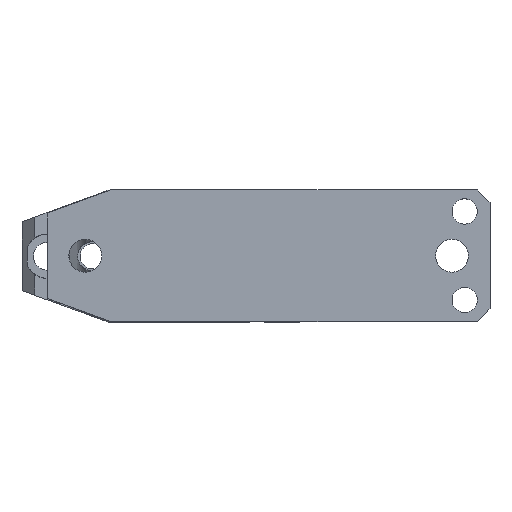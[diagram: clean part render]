
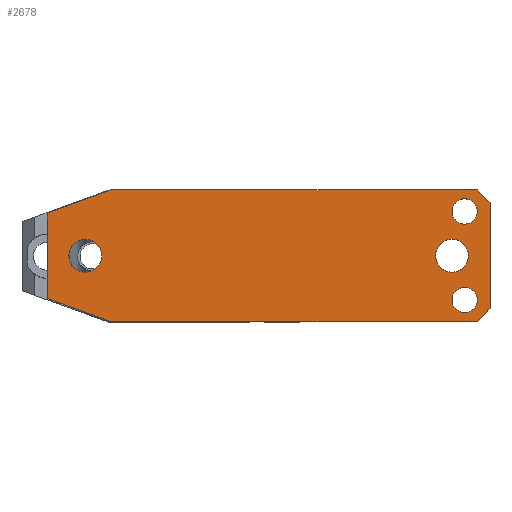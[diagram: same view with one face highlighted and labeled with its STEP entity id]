
A CAD part, top view. The second image highlights one B-rep face of the part: STEP entity #2678.
In plain terms, the highlighted planar face has unit normal (0, 0, 1).
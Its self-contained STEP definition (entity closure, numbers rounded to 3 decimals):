
#287=CARTESIAN_POINT('Vertex',(25.33,-26.,82.97)) ;
#290=CARTESIAN_POINT('Line Origine',(-47.17,-26.,82.97)) ;
#294=CARTESIAN_POINT('Vertex',(-119.67,-26.,82.97)) ;
#873=CARTESIAN_POINT('Line Origine',(27.83,-23.5,82.97)) ;
#877=CARTESIAN_POINT('Vertex',(30.33,-21.,82.97)) ;
#944=CARTESIAN_POINT('Line Origine',(-132.17,-21.45,82.97)) ;
#948=CARTESIAN_POINT('Vertex',(-144.67,-16.901,82.97)) ;
#1183=CARTESIAN_POINT('Vertex',(-119.67,26.,82.97)) ;
#1186=CARTESIAN_POINT('Line Origine',(-47.17,26.,82.97)) ;
#1190=CARTESIAN_POINT('Vertex',(25.33,26.,82.97)) ;
#1470=CARTESIAN_POINT('Line Origine',(27.83,23.5,82.97)) ;
#1474=CARTESIAN_POINT('Vertex',(30.33,21.,82.97)) ;
#1494=CARTESIAN_POINT('Line Origine',(30.33,0.,82.97)) ;
#1692=CARTESIAN_POINT('Line Origine',(-144.67,0.,82.97)) ;
#1696=CARTESIAN_POINT('Vertex',(-144.67,16.901,82.97)) ;
#1744=CARTESIAN_POINT('Line Origine',(-132.17,21.45,82.97)) ;
#1811=CARTESIAN_POINT('Vertex',(15.33,-17.5,82.97)) ;
#1814=CARTESIAN_POINT('Axis2P3D Location',(20.33,-17.5,82.97)) ;
#1818=CARTESIAN_POINT('Vertex',(25.33,-17.5,82.97)) ;
#1843=CARTESIAN_POINT('Axis2P3D Location',(20.33,-17.5,82.97)) ;
#1873=CARTESIAN_POINT('Vertex',(15.33,17.5,82.97)) ;
#1876=CARTESIAN_POINT('Axis2P3D Location',(20.33,17.5,82.97)) ;
#1880=CARTESIAN_POINT('Vertex',(25.33,17.5,82.97)) ;
#1905=CARTESIAN_POINT('Axis2P3D Location',(20.33,17.5,82.97)) ;
#2482=CARTESIAN_POINT('Vertex',(8.83,0.,82.97)) ;
#2485=CARTESIAN_POINT('Axis2P3D Location',(15.33,0.,82.97)) ;
#2489=CARTESIAN_POINT('Vertex',(21.83,0.,82.97)) ;
#2509=CARTESIAN_POINT('Axis2P3D Location',(15.33,0.,82.97)) ;
#2539=CARTESIAN_POINT('Vertex',(-136.17,0.,82.97)) ;
#2542=CARTESIAN_POINT('Axis2P3D Location',(-129.67,0.,82.97)) ;
#2546=CARTESIAN_POINT('Vertex',(-123.17,0.,82.97)) ;
#2566=CARTESIAN_POINT('Axis2P3D Location',(-129.67,0.,82.97)) ;
#2647=CARTESIAN_POINT('Axis2P3D Location',(-144.67,26.,82.97)) ;
#291=DIRECTION('Vector Direction',(1.,0.,0.)) ;
#874=DIRECTION('Vector Direction',(0.707,0.707,0.)) ;
#945=DIRECTION('Vector Direction',(0.94,-0.342,0.)) ;
#1187=DIRECTION('Vector Direction',(1.,0.,0.)) ;
#1471=DIRECTION('Vector Direction',(-0.707,0.707,0.)) ;
#1495=DIRECTION('Vector Direction',(0.,-1.,0.)) ;
#1693=DIRECTION('Vector Direction',(0.,-1.,0.)) ;
#1745=DIRECTION('Vector Direction',(0.94,0.342,0.)) ;
#1815=DIRECTION('Axis2P3D Direction',(-0.,0.,1.)) ;
#1844=DIRECTION('Axis2P3D Direction',(-0.,0.,1.)) ;
#1877=DIRECTION('Axis2P3D Direction',(-0.,0.,1.)) ;
#1906=DIRECTION('Axis2P3D Direction',(-0.,0.,1.)) ;
#2486=DIRECTION('Axis2P3D Direction',(0.,-0.,1.)) ;
#2510=DIRECTION('Axis2P3D Direction',(0.,-0.,1.)) ;
#2543=DIRECTION('Axis2P3D Direction',(0.,-0.,1.)) ;
#2567=DIRECTION('Axis2P3D Direction',(0.,-0.,1.)) ;
#2648=DIRECTION('Axis2P3D Direction',(0.,0.,-1.)) ;
#2649=DIRECTION('Axis2P3D XDirection',(-1.,0.,0.)) ;
#1816=AXIS2_PLACEMENT_3D('Circle Axis2P3D',#1814,#1815,$) ;
#1845=AXIS2_PLACEMENT_3D('Circle Axis2P3D',#1843,#1844,$) ;
#1878=AXIS2_PLACEMENT_3D('Circle Axis2P3D',#1876,#1877,$) ;
#1907=AXIS2_PLACEMENT_3D('Circle Axis2P3D',#1905,#1906,$) ;
#2487=AXIS2_PLACEMENT_3D('Circle Axis2P3D',#2485,#2486,$) ;
#2511=AXIS2_PLACEMENT_3D('Circle Axis2P3D',#2509,#2510,$) ;
#2544=AXIS2_PLACEMENT_3D('Circle Axis2P3D',#2542,#2543,$) ;
#2568=AXIS2_PLACEMENT_3D('Circle Axis2P3D',#2566,#2567,$) ;
#2650=AXIS2_PLACEMENT_3D('Plane Axis2P3D',#2647,#2648,#2649) ;
#2653=ORIENTED_EDGE('',*,*,#1498,.F.) ;
#2654=ORIENTED_EDGE('',*,*,#1476,.T.) ;
#2655=ORIENTED_EDGE('',*,*,#1192,.T.) ;
#2656=ORIENTED_EDGE('',*,*,#1748,.F.) ;
#2657=ORIENTED_EDGE('',*,*,#1698,.T.) ;
#2658=ORIENTED_EDGE('',*,*,#950,.T.) ;
#2659=ORIENTED_EDGE('',*,*,#296,.F.) ;
#2660=ORIENTED_EDGE('',*,*,#879,.T.) ;
#2663=ORIENTED_EDGE('',*,*,#2513,.F.) ;
#2664=ORIENTED_EDGE('',*,*,#2491,.F.) ;
#2667=ORIENTED_EDGE('',*,*,#1847,.F.) ;
#2668=ORIENTED_EDGE('',*,*,#1820,.F.) ;
#2671=ORIENTED_EDGE('',*,*,#1909,.F.) ;
#2672=ORIENTED_EDGE('',*,*,#1882,.F.) ;
#2675=ORIENTED_EDGE('',*,*,#2548,.F.) ;
#2676=ORIENTED_EDGE('',*,*,#2570,.F.) ;
#2665=FACE_BOUND('',#2662,.T.) ;
#2669=FACE_BOUND('',#2666,.T.) ;
#2673=FACE_BOUND('',#2670,.T.) ;
#2677=FACE_BOUND('',#2674,.T.) ;
#292=VECTOR('Line Direction',#291,1.) ;
#875=VECTOR('Line Direction',#874,1.) ;
#946=VECTOR('Line Direction',#945,1.) ;
#1188=VECTOR('Line Direction',#1187,1.) ;
#1472=VECTOR('Line Direction',#1471,1.) ;
#1496=VECTOR('Line Direction',#1495,1.) ;
#1694=VECTOR('Line Direction',#1693,1.) ;
#1746=VECTOR('Line Direction',#1745,1.) ;
#2678=ADVANCED_FACE('CAM HOLDER',(#2661,#2665,#2669,#2673,#2677),#2651,.F.) ;
#1817=CIRCLE('generated circle',#1816,5.) ;
#1846=CIRCLE('generated circle',#1845,5.) ;
#1879=CIRCLE('generated circle',#1878,5.) ;
#1908=CIRCLE('generated circle',#1907,5.) ;
#2488=CIRCLE('generated circle',#2487,6.5) ;
#2512=CIRCLE('generated circle',#2511,6.5) ;
#2545=CIRCLE('generated circle',#2544,6.5) ;
#2569=CIRCLE('generated circle',#2568,6.5) ;
#296=EDGE_CURVE('',#288,#295,#293,.F.) ;
#879=EDGE_CURVE('',#288,#878,#876,.T.) ;
#950=EDGE_CURVE('',#949,#295,#947,.T.) ;
#1192=EDGE_CURVE('',#1191,#1184,#1189,.F.) ;
#1476=EDGE_CURVE('',#1475,#1191,#1473,.T.) ;
#1498=EDGE_CURVE('',#1475,#878,#1497,.T.) ;
#1698=EDGE_CURVE('',#1697,#949,#1695,.T.) ;
#1748=EDGE_CURVE('',#1697,#1184,#1747,.T.) ;
#1820=EDGE_CURVE('',#1812,#1819,#1817,.T.) ;
#1847=EDGE_CURVE('',#1819,#1812,#1846,.T.) ;
#1882=EDGE_CURVE('',#1874,#1881,#1879,.T.) ;
#1909=EDGE_CURVE('',#1881,#1874,#1908,.T.) ;
#2491=EDGE_CURVE('',#2483,#2490,#2488,.T.) ;
#2513=EDGE_CURVE('',#2490,#2483,#2512,.T.) ;
#2548=EDGE_CURVE('',#2540,#2547,#2545,.T.) ;
#2570=EDGE_CURVE('',#2547,#2540,#2569,.T.) ;
#2652=EDGE_LOOP('',(#2653,#2654,#2655,#2656,#2657,#2658,#2659,#2660)) ;
#2662=EDGE_LOOP('',(#2663,#2664)) ;
#2666=EDGE_LOOP('',(#2667,#2668)) ;
#2670=EDGE_LOOP('',(#2671,#2672)) ;
#2674=EDGE_LOOP('',(#2675,#2676)) ;
#2661=FACE_OUTER_BOUND('',#2652,.T.) ;
#293=LINE('Line',#290,#292) ;
#876=LINE('Line',#873,#875) ;
#947=LINE('Line',#944,#946) ;
#1189=LINE('Line',#1186,#1188) ;
#1473=LINE('Line',#1470,#1472) ;
#1497=LINE('Line',#1494,#1496) ;
#1695=LINE('Line',#1692,#1694) ;
#1747=LINE('Line',#1744,#1746) ;
#2651=PLANE('Plane',#2650) ;
#288=VERTEX_POINT('',#287) ;
#295=VERTEX_POINT('',#294) ;
#878=VERTEX_POINT('',#877) ;
#949=VERTEX_POINT('',#948) ;
#1184=VERTEX_POINT('',#1183) ;
#1191=VERTEX_POINT('',#1190) ;
#1475=VERTEX_POINT('',#1474) ;
#1697=VERTEX_POINT('',#1696) ;
#1812=VERTEX_POINT('',#1811) ;
#1819=VERTEX_POINT('',#1818) ;
#1874=VERTEX_POINT('',#1873) ;
#1881=VERTEX_POINT('',#1880) ;
#2483=VERTEX_POINT('',#2482) ;
#2490=VERTEX_POINT('',#2489) ;
#2540=VERTEX_POINT('',#2539) ;
#2547=VERTEX_POINT('',#2546) ;
